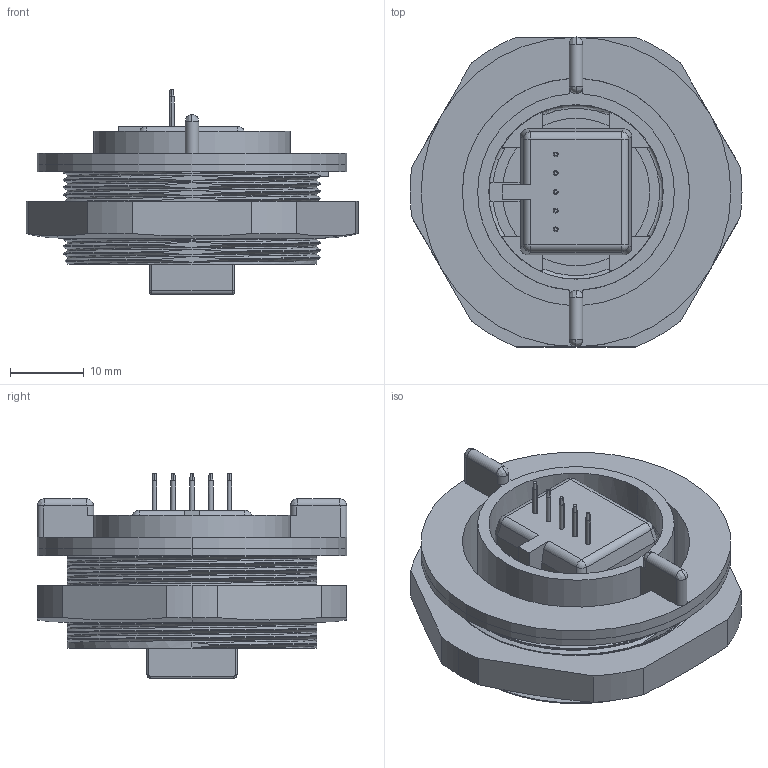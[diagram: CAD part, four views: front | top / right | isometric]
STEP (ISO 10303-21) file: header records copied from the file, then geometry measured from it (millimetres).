
FILE_DESCRIPTION(('STEP AP242'),'1');
FILE_NAME('px0845-b.stp','2023-05-02T19:42:00',('TraceParts'),('TraceParts S.A.'),'Spatial InterOp 3D',' ',' ');
FILE_SCHEMA(('AP242_MANAGED_MODEL_BASED_3D_ENGINEERING_MIM_LF {1 0 10303 442 1 1 4}'));
Length unit declared in the file: millimetre
Products named in the file (1): px0845-b_1
Bounding box: 45 x 42 x 27.78 mm (x, y, z)
Volume: 13942.1 mm3; surface area: 15752.7 mm2
Topology: 5 solids, 5 shells, 531 faces, 1397 edges, 880 vertices
Faces by surface type: plane 195, cylinder 161, bspline 116, cone 32, torus 19, sphere 8
Entity records: 25303 total; most frequent: CARTESIAN_POINT 13039, ORIENTED_EDGE 2794, DIRECTION 2181, EDGE_CURVE 1397, VERTEX_POINT 880, AXIS2_PLACEMENT_3D 751, LINE 679, VECTOR 679
